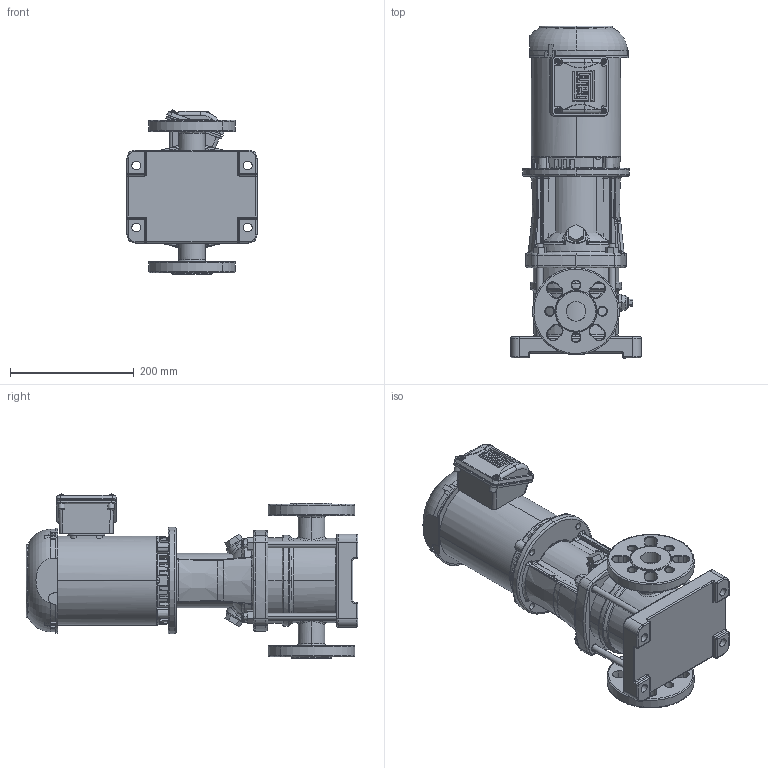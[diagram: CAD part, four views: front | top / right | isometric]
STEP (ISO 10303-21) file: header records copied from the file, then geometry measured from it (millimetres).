
FILE_DESCRIPTION (( 'STEP AP203' ), '1' );
FILE_NAME ('3303705 - MVI-5-3-.33 HP-56C-304-E-115_230V~1.step', '2022-03-30T13:54:47', ( '' ), ( '' ), 'SwSTEP 2.0', 'SolidWorks 2021', '' );
FILE_SCHEMA (( 'CONFIG_CONTROL_DESIGN' ));
Length unit declared in the file: inch
Products named in the file (5): 3329283 - NEMA V2 0.33HP W56C 115_208-230V~1 TEFC; sbi_n_1-3_flange(NEMA); ~1 MOTOR_3329283 - NEMA V2 0.33HP W56C 115_208-230V~1 TEFC; 3303705 - MVI-5-3-.33 HP-56C-304-E-115_230V~1; MVI PEO - [304-EPDM]_3304001 - MVI-5-3-.33 HP-56C-304-E-S
Assembly tree (4 placements, depth 3):
  3303705 - MVI-5-3-.33 HP-56C-304-E-115_230V~1
    MVI PEO - [304-EPDM]_3304001 - MVI-5-3-.33 HP-56C-304-E-S
      sbi_n_1-3_flange(NEMA)
    ~1 MOTOR_3329283 - NEMA V2 0.33HP W56C 115_208-230V~1 TEFC
      3329283 - NEMA V2 0.33HP W56C 115_208-230V~1 TEFC
Bounding box: 210 x 535.7 x 264.74 mm (x, y, z)
Volume: 9987671.6 mm3; surface area: 725638.1 mm2
Topology: 6 solids, 10 shells, 2010 faces, 5102 edges, 3155 vertices
Faces by surface type: cylinder 672, plane 624, bspline 419, cone 244, torus 51
Entity records: 97752 total; most frequent: CARTESIAN_POINT 53188, ORIENTED_EDGE 10148, DIRECTION 7890, EDGE_CURVE 5074, VERTEX_POINT 3154, AXIS2_PLACEMENT_3D 2991, EDGE_LOOP 2168, FACE_OUTER_BOUND 2010
